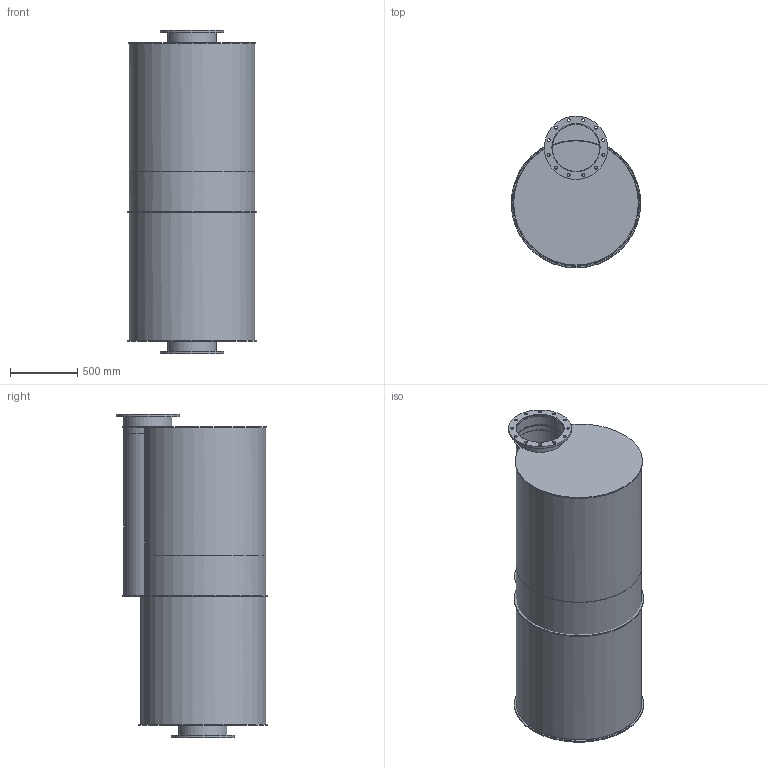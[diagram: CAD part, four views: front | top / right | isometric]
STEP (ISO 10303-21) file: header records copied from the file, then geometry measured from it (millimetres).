
FILE_DESCRIPTION(/* description */ (''),/* implementation_level */ '2;1');
FILE_NAME(/* name */ 'Sdad 14.stp',/* time_stamp */ '2015-02-17T11:00:34+01:00',/* author */ ('Tekenkamer'),/* organization */ (''),/* preprocessor_version */ 'ST-DEVELOPER v15.6',/* originating_system */ 'Autodesk Inventor 2015',/* authorisation */ '');
FILE_SCHEMA (('AUTOMOTIVE_DESIGN { 1 0 10303 214 3 1 1 }'));
Length unit declared in the file: millimetre
Products named in the file (1): Sdad 14
Bounding box: 960 x 1123 x 2400 mm (x, y, z)
Volume: 55519872.3 mm3; surface area: 29556436.3 mm2
Topology: 12 solids, 12 shells, 80 faces, 174 edges, 116 vertices
Faces by surface type: cylinder 54, plane 26
Full cylindrical faces by diameter (mm): 22 x24, 350 x4, 356 x4, 358 x5, 470 x2, 924 x3, 930 x3, 960 x1
Entity records: 2148 total; most frequent: DIRECTION 398, CARTESIAN_POINT 317, ORIENTED_EDGE 248, EDGE_LOOP 196, AXIS2_PLACEMENT_3D 193, EDGE_CURVE 124, FACE_BOUND 116, CIRCLE 112
